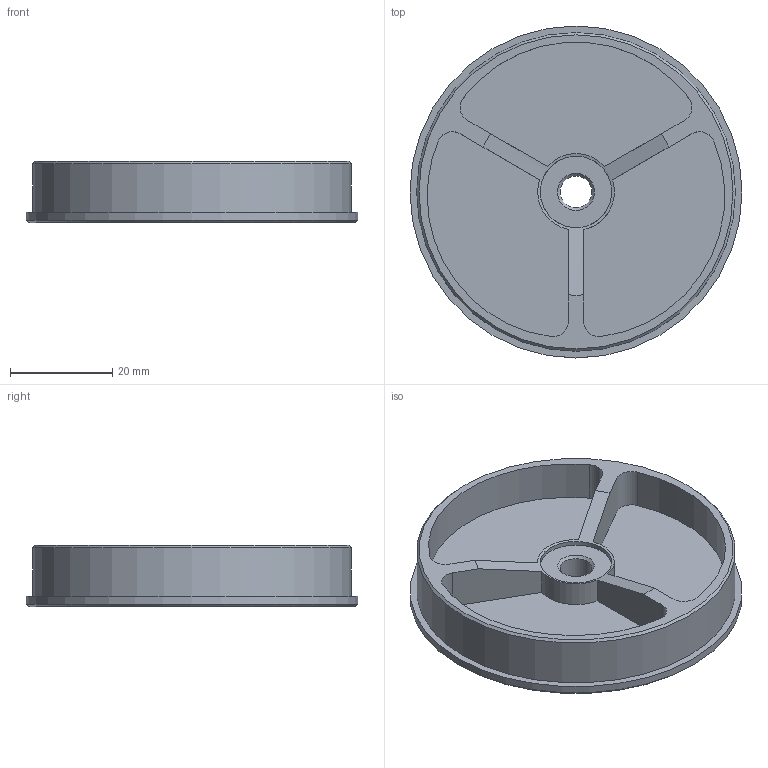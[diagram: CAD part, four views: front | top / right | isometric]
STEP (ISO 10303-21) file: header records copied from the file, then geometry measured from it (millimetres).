
FILE_DESCRIPTION(('HOOPS Exchange Step'),'2;1');
FILE_NAME('temp_export','2023-06-13T19:32:00-04:00',('gmoua'),('Shapr3D Limited'),'HOOPS Exchange 2022.2','Shapr3D','Authorized');
FILE_SCHEMA( ('AUTOMOTIVE_DESIGN { 1 0 10303 214 1 1 1 1 }') );
Length unit declared in the file: millimetre
Products named in the file (1): Outer Focus Guide Finish
Bounding box: 65 x 65 x 12 mm (x, y, z)
Volume: 17883.3 mm3; surface area: 11431.2 mm2
Topology: 1 solids, 1 shells, 38 faces, 98 edges, 65 vertices
Faces by surface type: cylinder 20, plane 13, cone 4, bspline 1
Full cylindrical faces by diameter (mm): 6.25 x1, 14 x1, 62.4 x1, 65 x1
Entity records: 1514 total; most frequent: CARTESIAN_POINT 537, DIRECTION 206, ORIENTED_EDGE 196, EDGE_CURVE 98, AXIS2_PLACEMENT_3D 82, VERTEX_POINT 65, CIRCLE 44, EDGE_LOOP 43
